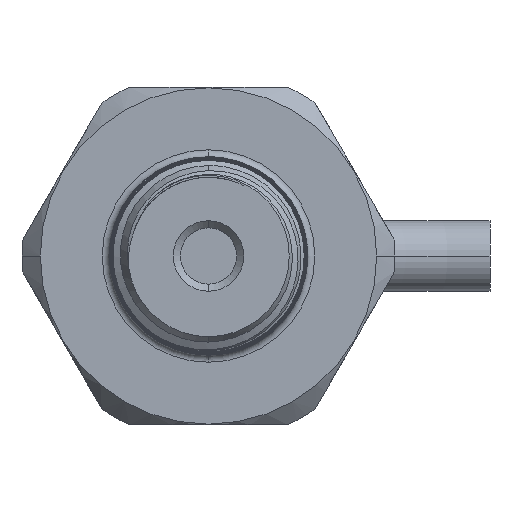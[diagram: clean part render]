
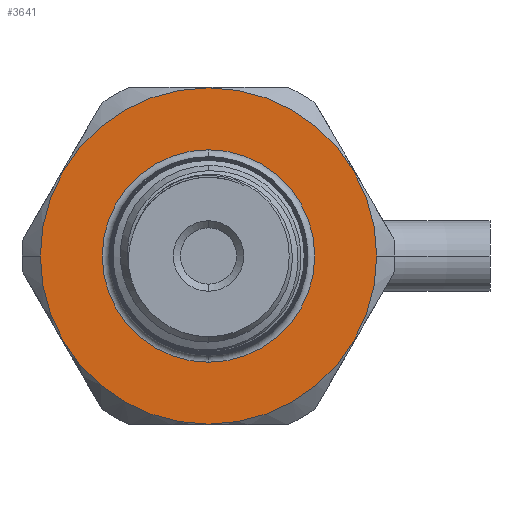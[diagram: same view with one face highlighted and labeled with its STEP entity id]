
A CAD part, front view. The second image highlights one B-rep face of the part: STEP entity #3641.
In plain terms, the highlighted planar face has unit normal (0, -1, 0).
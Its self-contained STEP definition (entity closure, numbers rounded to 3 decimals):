
#105 = ORIENTED_EDGE ( 'NONE', *, *, #1756, .T. ) ;
#429 = DIRECTION ( 'NONE',  ( 0., 1., 0. ) ) ;
#475 = DIRECTION ( 'NONE',  ( 0., -1., 0. ) ) ;
#565 = CARTESIAN_POINT ( 'NONE',  ( 0., 0., 0. ) ) ;
#598 = VERTEX_POINT ( 'NONE', #1627 ) ;
#978 = CARTESIAN_POINT ( 'NONE',  ( 0., 0., 0. ) ) ;
#1118 = CARTESIAN_POINT ( 'NONE',  ( 0., 0., -7.55 ) ) ;
#1202 = AXIS2_PLACEMENT_3D ( 'NONE', #565, #429, #1294 ) ;
#1294 = DIRECTION ( 'NONE',  ( 0., 0., 1. ) ) ;
#1335 = ORIENTED_EDGE ( 'NONE', *, *, #3961, .T. ) ;
#1627 = CARTESIAN_POINT ( 'NONE',  ( 0., 0., 7.55 ) ) ;
#1636 = CIRCLE ( 'NONE', #4114, 11.95 ) ;
#1742 = DIRECTION ( 'NONE',  ( 0., 0., 1. ) ) ;
#1756 = EDGE_CURVE ( 'NONE', #7884, #598, #2748, .T. ) ;
#1880 = FACE_BOUND ( 'NONE', #6070, .T. ) ;
#2140 = ORIENTED_EDGE ( 'NONE', *, *, #2210, .T. ) ;
#2210 = EDGE_CURVE ( 'NONE', #598, #7884, #7652, .T. ) ;
#2604 = PLANE ( 'NONE',  #1202 ) ;
#2748 = CIRCLE ( 'NONE', #6357, 7.55 ) ;
#2841 = CIRCLE ( 'NONE', #4287, 11.95 ) ;
#2861 = CARTESIAN_POINT ( 'NONE',  ( 0., 0., 0. ) ) ;
#3393 = EDGE_CURVE ( 'NONE', #7427, #3553, #2841, .T. ) ;
#3553 = VERTEX_POINT ( 'NONE', #4687 ) ;
#3641 = ADVANCED_FACE ( 'NONE', ( #1880, #8810 ), #2604, .F. ) ;
#3961 = EDGE_CURVE ( 'NONE', #3553, #7427, #1636, .T. ) ;
#3981 = DIRECTION ( 'NONE',  ( 1., 0., 0. ) ) ;
#4114 = AXIS2_PLACEMENT_3D ( 'NONE', #6152, #8789, #3981 ) ;
#4287 = AXIS2_PLACEMENT_3D ( 'NONE', #5368, #475, #5320 ) ;
#4454 = DIRECTION ( 'NONE',  ( 0., 1., 0. ) ) ;
#4687 = CARTESIAN_POINT ( 'NONE',  ( 11.95, 0., 0. ) ) ;
#5320 = DIRECTION ( 'NONE',  ( 1., 0., 0. ) ) ;
#5368 = CARTESIAN_POINT ( 'NONE',  ( 0., 0., 0. ) ) ;
#5987 = ORIENTED_EDGE ( 'NONE', *, *, #3393, .T. ) ;
#6031 = EDGE_LOOP ( 'NONE', ( #5987, #1335 ) ) ;
#6070 = EDGE_LOOP ( 'NONE', ( #2140, #105 ) ) ;
#6152 = CARTESIAN_POINT ( 'NONE',  ( 0., 0., 0. ) ) ;
#6357 = AXIS2_PLACEMENT_3D ( 'NONE', #2861, #8375, #7696 ) ;
#7427 = VERTEX_POINT ( 'NONE', #7469 ) ;
#7469 = CARTESIAN_POINT ( 'NONE',  ( -11.95, 0., 0. ) ) ;
#7652 = CIRCLE ( 'NONE', #7796, 7.55 ) ;
#7696 = DIRECTION ( 'NONE',  ( 0., 0., 1. ) ) ;
#7796 = AXIS2_PLACEMENT_3D ( 'NONE', #978, #4454, #1742 ) ;
#7884 = VERTEX_POINT ( 'NONE', #1118 ) ;
#8375 = DIRECTION ( 'NONE',  ( 0., 1., 0. ) ) ;
#8789 = DIRECTION ( 'NONE',  ( 0., -1., 0. ) ) ;
#8810 = FACE_OUTER_BOUND ( 'NONE', #6031, .T. ) ;
